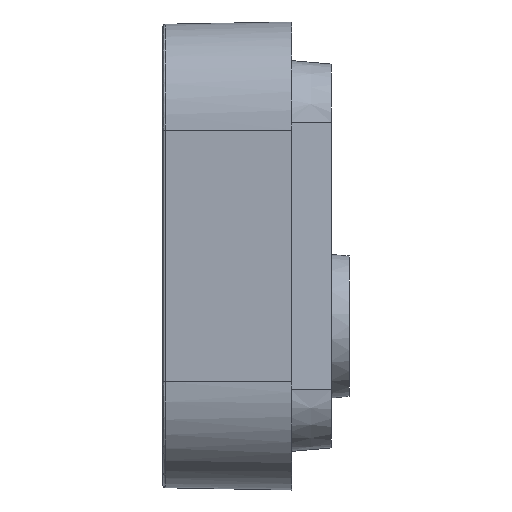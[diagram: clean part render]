
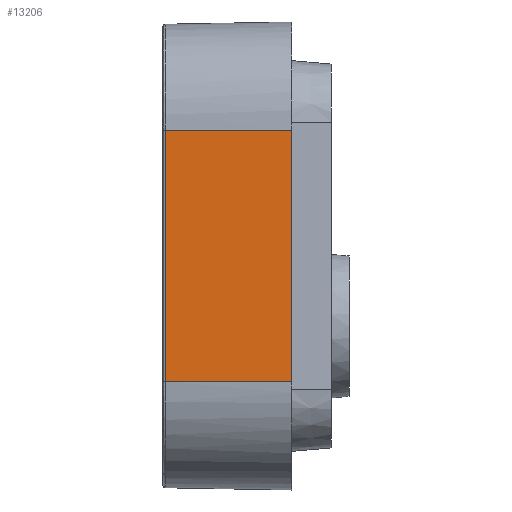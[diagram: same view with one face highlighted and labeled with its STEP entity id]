
A CAD part, left-side view. The second image highlights one B-rep face of the part: STEP entity #13206.
In plain terms, the highlighted planar face has unit normal (-1, 0.018, 0).
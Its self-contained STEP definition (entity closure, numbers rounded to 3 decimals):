
#708 = VECTOR ( 'NONE', #2345, 1000. ) ;
#868 = ORIENTED_EDGE ( 'NONE', *, *, #8654, .T. ) ;
#939 = ORIENTED_EDGE ( 'NONE', *, *, #9356, .T. ) ;
#1179 = VERTEX_POINT ( 'NONE', #15443 ) ;
#1741 = EDGE_CURVE ( 'NONE', #5055, #15857, #4067, .T. ) ;
#1860 = LINE ( 'NONE', #17334, #15813 ) ;
#2020 = VECTOR ( 'NONE', #9600, 1000. ) ;
#2345 = DIRECTION ( 'NONE',  ( -0.017, -1., 0. ) ) ;
#3556 = LINE ( 'NONE', #3839, #2020 ) ;
#3839 = CARTESIAN_POINT ( 'NONE',  ( -250., -110., -47.5 ) ) ;
#4067 = LINE ( 'NONE', #5235, #708 ) ;
#4504 = AXIS2_PLACEMENT_3D ( 'NONE', #18109, #5171, #4979 ) ;
#4979 = DIRECTION ( 'NONE',  ( -0.017, -1., 0. ) ) ;
#5055 = VERTEX_POINT ( 'NONE', #15194 ) ;
#5171 = DIRECTION ( 'NONE',  ( -1., 0.017, 0. ) ) ;
#5235 = CARTESIAN_POINT ( 'NONE',  ( -250., -110., 167.5 ) ) ;
#5385 = ORIENTED_EDGE ( 'NONE', *, *, #16829, .T. ) ;
#6371 = VERTEX_POINT ( 'NONE', #8717 ) ;
#8654 = EDGE_CURVE ( 'NONE', #5055, #6371, #1860, .T. ) ;
#8717 = CARTESIAN_POINT ( 'NONE',  ( -248.114, -1.965, -47.5 ) ) ;
#9063 = ORIENTED_EDGE ( 'NONE', *, *, #1741, .F. ) ;
#9356 = EDGE_CURVE ( 'NONE', #6371, #1179, #3556, .T. ) ;
#9600 = DIRECTION ( 'NONE',  ( -0.017, -1., 0. ) ) ;
#10071 = CARTESIAN_POINT ( 'NONE',  ( -250., -110., -47.5 ) ) ;
#12272 = EDGE_LOOP ( 'NONE', ( #9063, #868, #939, #5385 ) ) ;
#13083 = CARTESIAN_POINT ( 'NONE',  ( -250., -110., 167.5 ) ) ;
#13116 = VECTOR ( 'NONE', #15910, 1000. ) ;
#13206 = ADVANCED_FACE ( 'NONE', ( #18202 ), #16954, .T. ) ;
#15194 = CARTESIAN_POINT ( 'NONE',  ( -248.114, -1.965, 167.5 ) ) ;
#15443 = CARTESIAN_POINT ( 'NONE',  ( -250., -110., -47.5 ) ) ;
#15813 = VECTOR ( 'NONE', #18869, 1000. ) ;
#15857 = VERTEX_POINT ( 'NONE', #13083 ) ;
#15910 = DIRECTION ( 'NONE',  ( 0., 0., 1. ) ) ;
#16829 = EDGE_CURVE ( 'NONE', #1179, #15857, #18685, .T. ) ;
#16954 = PLANE ( 'NONE',  #4504 ) ;
#17334 = CARTESIAN_POINT ( 'NONE',  ( -248.114, -1.965, -47.5 ) ) ;
#18109 = CARTESIAN_POINT ( 'NONE',  ( -250., -110., -47.5 ) ) ;
#18202 = FACE_OUTER_BOUND ( 'NONE', #12272, .T. ) ;
#18685 = LINE ( 'NONE', #10071, #13116 ) ;
#18869 = DIRECTION ( 'NONE',  ( 0., 0., -1. ) ) ;
